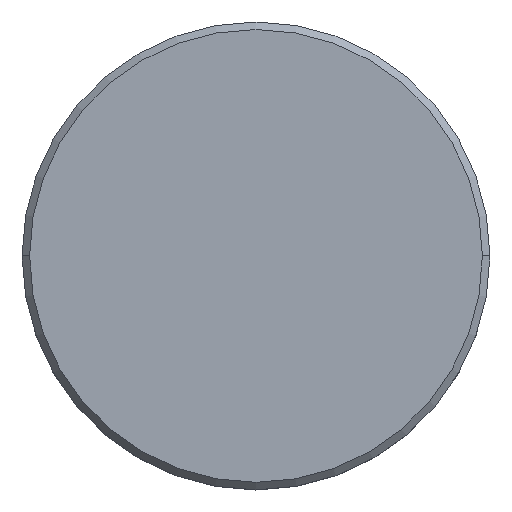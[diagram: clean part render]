
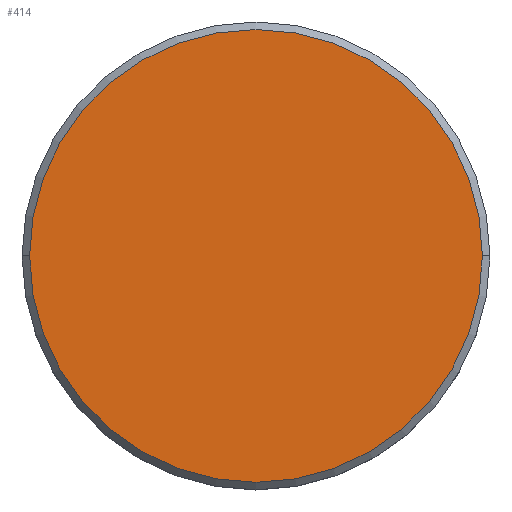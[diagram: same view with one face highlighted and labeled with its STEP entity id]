
A CAD part, top view. The second image highlights one B-rep face of the part: STEP entity #414.
In plain terms, the highlighted planar face has unit normal (0, 0, 1).
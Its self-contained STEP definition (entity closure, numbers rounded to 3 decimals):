
#22 = CIRCLE ( 'NONE', #599, 15. ) ;
#215 = CARTESIAN_POINT ( 'NONE',  ( 0., 0., 0. ) ) ;
#230 = VERTEX_POINT ( 'NONE', #268 ) ;
#268 = CARTESIAN_POINT ( 'NONE',  ( 15., 0., 0. ) ) ;
#295 = DIRECTION ( 'NONE',  ( 1., 0., 0. ) ) ;
#349 = AXIS2_PLACEMENT_3D ( 'NONE', #770, #762, #820 ) ;
#414 = ADVANCED_FACE ( 'NONE', ( #664 ), #1026, .T. ) ;
#529 = DIRECTION ( 'NONE',  ( 1., 0., 0. ) ) ;
#536 = EDGE_LOOP ( 'NONE', ( #566, #842 ) ) ;
#566 = ORIENTED_EDGE ( 'NONE', *, *, #621, .T. ) ;
#579 = CIRCLE ( 'NONE', #349, 15. ) ;
#589 = DIRECTION ( 'NONE',  ( 0., 0., 1. ) ) ;
#599 = AXIS2_PLACEMENT_3D ( 'NONE', #903, #980, #529 ) ;
#621 = EDGE_CURVE ( 'NONE', #734, #230, #579, .T. ) ;
#664 = FACE_OUTER_BOUND ( 'NONE', #536, .T. ) ;
#734 = VERTEX_POINT ( 'NONE', #1020 ) ;
#762 = DIRECTION ( 'NONE',  ( 0., 0., 1. ) ) ;
#770 = CARTESIAN_POINT ( 'NONE',  ( 0., 0., 0. ) ) ;
#820 = DIRECTION ( 'NONE',  ( 1., 0., 0. ) ) ;
#842 = ORIENTED_EDGE ( 'NONE', *, *, #1024, .T. ) ;
#855 = AXIS2_PLACEMENT_3D ( 'NONE', #215, #589, #295 ) ;
#903 = CARTESIAN_POINT ( 'NONE',  ( 0., 0., 0. ) ) ;
#980 = DIRECTION ( 'NONE',  ( 0., 0., 1. ) ) ;
#1020 = CARTESIAN_POINT ( 'NONE',  ( -15., 0., 0. ) ) ;
#1024 = EDGE_CURVE ( 'NONE', #230, #734, #22, .T. ) ;
#1026 = PLANE ( 'NONE',  #855 ) ;
